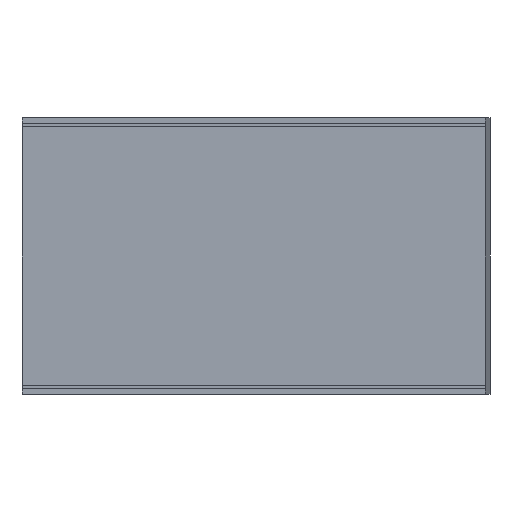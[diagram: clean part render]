
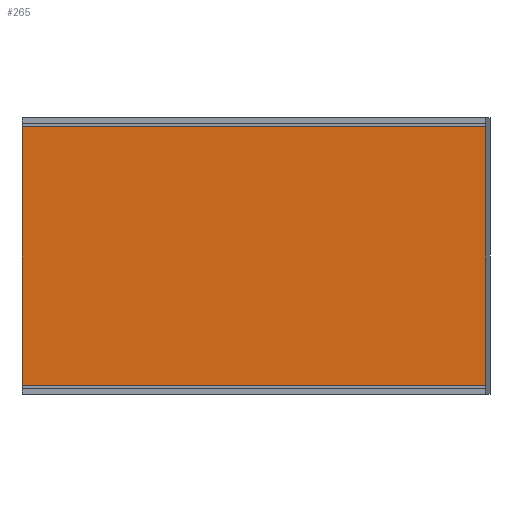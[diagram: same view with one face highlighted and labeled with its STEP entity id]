
A CAD part, front view. The second image highlights one B-rep face of the part: STEP entity #265.
In plain terms, the highlighted planar face has unit normal (-0.059, -0.998, 0).
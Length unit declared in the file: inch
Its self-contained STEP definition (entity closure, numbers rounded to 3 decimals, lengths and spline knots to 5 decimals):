
#19=FACE_OUTER_BOUND('',#33,.T.);
#33=EDGE_LOOP('',(#207,#208,#209,#210));
#52=LINE('',#391,#88);
#58=LINE('',#404,#94);
#69=LINE('',#424,#105);
#70=LINE('',#426,#106);
#88=VECTOR('',#316,0.3937);
#94=VECTOR('',#324,0.3937);
#105=VECTOR('',#339,0.3937);
#106=VECTOR('',#342,0.3937);
#124=VERTEX_POINT('',#388);
#125=VERTEX_POINT('',#390);
#130=VERTEX_POINT('',#401);
#131=VERTEX_POINT('',#403);
#148=EDGE_CURVE('',#125,#124,#52,.T.);
#154=EDGE_CURVE('',#131,#130,#58,.T.);
#165=EDGE_CURVE('',#130,#125,#69,.T.);
#166=EDGE_CURVE('',#124,#131,#70,.T.);
#207=ORIENTED_EDGE('',*,*,#148,.T.);
#208=ORIENTED_EDGE('',*,*,#166,.T.);
#209=ORIENTED_EDGE('',*,*,#154,.T.);
#210=ORIENTED_EDGE('',*,*,#165,.T.);
#251=PLANE('',#293);
#265=ADVANCED_FACE('',(#19),#251,.T.);
#293=AXIS2_PLACEMENT_3D('',#425,#340,#341);
#316=DIRECTION('',(0.,0.,-1.));
#324=DIRECTION('',(0.,0.,1.));
#339=DIRECTION('',(-0.998,0.059,0.));
#340=DIRECTION('center_axis',(-0.059,-0.998,0.));
#341=DIRECTION('ref_axis',(-0.998,0.059,0.));
#342=DIRECTION('',(0.998,-0.059,0.));
#388=CARTESIAN_POINT('',(320.55319,108.22321,-19.375));
#390=CARTESIAN_POINT('',(320.55319,108.22321,-0.625));
#391=CARTESIAN_POINT('',(320.55319,108.22321,0.));
#401=CARTESIAN_POINT('',(354.09557,106.25628,-0.625));
#403=CARTESIAN_POINT('',(354.09557,106.25628,-19.375));
#404=CARTESIAN_POINT('',(354.09557,106.25628,0.));
#424=CARTESIAN_POINT('',(337.5,107.22945,-0.625));
#425=CARTESIAN_POINT('Origin',(423.99829,102.15717,0.));
#426=CARTESIAN_POINT('',(337.5,107.22945,-19.375));
